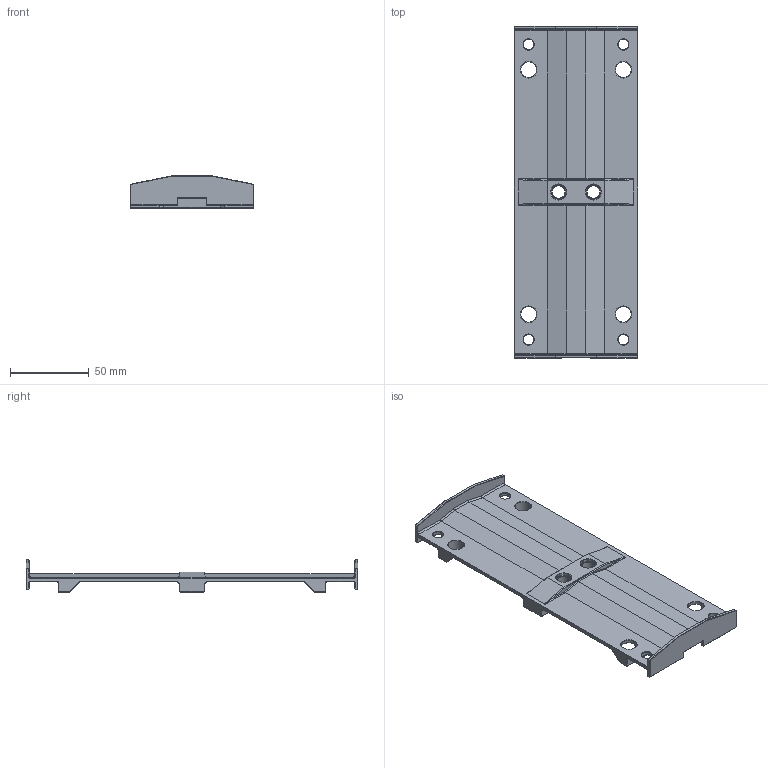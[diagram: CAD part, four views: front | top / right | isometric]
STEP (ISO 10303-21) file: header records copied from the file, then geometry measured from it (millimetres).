
FILE_DESCRIPTION((''),'2;1');
FILE_NAME('CARRIAGE_BRACKET','2021-05-09T20:07:45',('el03'),(''),'CREO PARAMETRIC BY PTC INC, 2018050','CREO PARAMETRIC BY PTC INC, 2018050','');
FILE_SCHEMA(('CONFIG_CONTROL_DESIGN'));
Length unit declared in the file: millimetre
Products named in the file (1): CARRIAGE_BRACKET
Bounding box: 78 x 210.4 x 20.55 mm (x, y, z)
Volume: 57703.3 mm3; surface area: 41479.7 mm2
Topology: 1 solids, 1 shells, 456 faces, 1116 edges, 660 vertices
Faces by surface type: plane 236, cylinder 100, cone 68, bspline 40, sphere 8, torus 4
Entity records: 15362 total; most frequent: CARTESIAN_POINT 5048, ORIENTED_EDGE 2232, DIRECTION 1936, EDGE_CURVE 1116, VECTOR 760, LINE 760, VERTEX_POINT 660, AXIS2_PLACEMENT_3D 588
